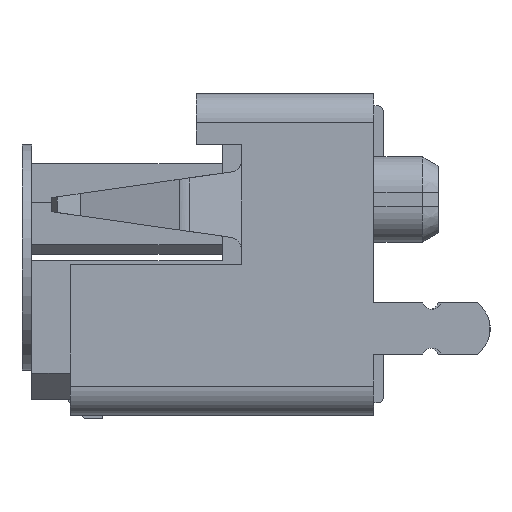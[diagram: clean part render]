
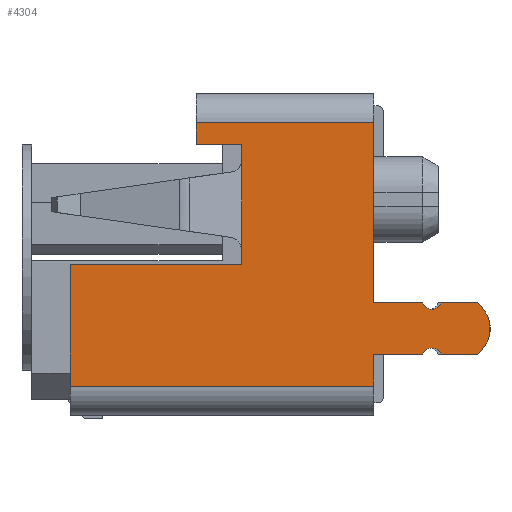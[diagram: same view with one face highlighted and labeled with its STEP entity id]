
A CAD part, left-side view. The second image highlights one B-rep face of the part: STEP entity #4304.
In plain terms, the highlighted planar face has unit normal (-1, 0, 0).
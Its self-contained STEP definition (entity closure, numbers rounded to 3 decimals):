
#4304 = ADVANCED_FACE( '', ( #8869 ), #8870, .F. );
#8869 = FACE_OUTER_BOUND( '', #13714, .T. );
#8870 = PLANE( '', #13715 );
#13714 = EDGE_LOOP( '', ( #27442, #27443, #27444, #27445, #27446, #27447, #27448, #27449, #27450, #27451, #27452, #27453, #27454, #27455, #27456, #27457, #27458, #27459 ) );
#13715 = AXIS2_PLACEMENT_3D( '', #27460, #27461, #27462 );
#27442 = ORIENTED_EDGE( '', *, *, #34738, .F. );
#27443 = ORIENTED_EDGE( '', *, *, #36001, .T. );
#27444 = ORIENTED_EDGE( '', *, *, #36467, .T. );
#27445 = ORIENTED_EDGE( '', *, *, #31699, .T. );
#27446 = ORIENTED_EDGE( '', *, *, #34445, .T. );
#27447 = ORIENTED_EDGE( '', *, *, #31716, .T. );
#27448 = ORIENTED_EDGE( '', *, *, #36259, .F. );
#27449 = ORIENTED_EDGE( '', *, *, #34606, .T. );
#27450 = ORIENTED_EDGE( '', *, *, #36468, .T. );
#27451 = ORIENTED_EDGE( '', *, *, #35083, .F. );
#27452 = ORIENTED_EDGE( '', *, *, #34027, .T. );
#27453 = ORIENTED_EDGE( '', *, *, #35721, .F. );
#27454 = ORIENTED_EDGE( '', *, *, #31244, .F. );
#27455 = ORIENTED_EDGE( '', *, *, #35089, .F. );
#27456 = ORIENTED_EDGE( '', *, *, #35604, .T. );
#27457 = ORIENTED_EDGE( '', *, *, #34863, .F. );
#27458 = ORIENTED_EDGE( '', *, *, #36469, .T. );
#27459 = ORIENTED_EDGE( '', *, *, #33097, .F. );
#27460 = CARTESIAN_POINT( '', ( -7.575, 4.7, -2.04 ) );
#27461 = DIRECTION( '', ( 1., 0., 0. ) );
#27462 = DIRECTION( '', ( 0., 0., -1. ) );
#31244 = EDGE_CURVE( '', #38155, #38156, #38157, .T. );
#31699 = EDGE_CURVE( '', #38944, #38945, #38946, .T. );
#31716 = EDGE_CURVE( '', #38975, #38973, #38976, .T. );
#33097 = EDGE_CURVE( '', #41235, #41237, #41238, .T. );
#34027 = EDGE_CURVE( '', #42686, #42687, #42688, .T. );
#34445 = EDGE_CURVE( '', #38945, #38975, #43293, .T. );
#34606 = EDGE_CURVE( '', #43521, #43519, #43522, .T. );
#34738 = EDGE_CURVE( '', #43704, #41235, #43706, .T. );
#34863 = EDGE_CURVE( '', #43880, #43881, #43882, .T. );
#35083 = EDGE_CURVE( '', #42686, #44174, #44175, .T. );
#35089 = EDGE_CURVE( '', #44182, #38155, #44183, .T. );
#35604 = EDGE_CURVE( '', #44182, #43881, #44869, .T. );
#35721 = EDGE_CURVE( '', #38156, #42687, #45014, .T. );
#36001 = EDGE_CURVE( '', #43704, #45377, #45379, .T. );
#36259 = EDGE_CURVE( '', #43521, #38973, #45678, .T. );
#36467 = EDGE_CURVE( '', #45377, #38944, #45904, .T. );
#36468 = EDGE_CURVE( '', #43519, #44174, #45905, .T. );
#36469 = EDGE_CURVE( '', #43880, #41237, #45906, .T. );
#38155 = VERTEX_POINT( '', #48122 );
#38156 = VERTEX_POINT( '', #48123 );
#38157 = CIRCLE( '', #48124, 0.5 );
#38944 = VERTEX_POINT( '', #49239 );
#38945 = VERTEX_POINT( '', #49240 );
#38946 = LINE( '', #49241, #49242 );
#38973 = VERTEX_POINT( '', #49277 );
#38975 = VERTEX_POINT( '', #49280 );
#38976 = LINE( '', #49281, #49282 );
#41235 = VERTEX_POINT( '', #52549 );
#41237 = VERTEX_POINT( '', #52551 );
#41238 = LINE( '', #52552, #52553 );
#42686 = VERTEX_POINT( '', #54635 );
#42687 = VERTEX_POINT( '', #54636 );
#42688 = CIRCLE( '', #54637, 0.163 );
#43293 = LINE( '', #55525, #55526 );
#43519 = VERTEX_POINT( '', #55853 );
#43521 = VERTEX_POINT( '', #55855 );
#43522 = LINE( '', #55856, #55857 );
#43704 = VERTEX_POINT( '', #56117 );
#43706 = LINE( '', #56120, #56121 );
#43880 = VERTEX_POINT( '', #56371 );
#43881 = VERTEX_POINT( '', #56372 );
#43882 = LINE( '', #56373, #56374 );
#44174 = VERTEX_POINT( '', #56798 );
#44175 = LINE( '', #56799, #56800 );
#44182 = VERTEX_POINT( '', #56810 );
#44183 = LINE( '', #56811, #56812 );
#44869 = CIRCLE( '', #57801, 0.163 );
#45014 = LINE( '', #58010, #58011 );
#45377 = VERTEX_POINT( '', #58585 );
#45379 = LINE( '', #58588, #58589 );
#45678 = LINE( '', #59014, #59015 );
#45904 = LINE( '', #59332, #59333 );
#45905 = LINE( '', #59334, #59335 );
#45906 = LINE( '', #59336, #59337 );
#48122 = CARTESIAN_POINT( '', ( -7.575, -1.6, -0.75 ) );
#48123 = CARTESIAN_POINT( '', ( -7.575, -1.6, -1.55 ) );
#48124 = AXIS2_PLACEMENT_3D( '', #60731, #60732, #60733 );
#49239 = CARTESIAN_POINT( '', ( -7.575, 2.05, 1.447 ) );
#49240 = CARTESIAN_POINT( '', ( -7.575, 2.05, 0.067 ) );
#49241 = CARTESIAN_POINT( '', ( -7.575, 2.05, 1.45 ) );
#49242 = VECTOR( '', #61176, 1000. );
#49277 = CARTESIAN_POINT( '', ( -7.575, 4.7, -0.16 ) );
#49280 = CARTESIAN_POINT( '', ( -7.575, 2.05, -0.16 ) );
#49281 = CARTESIAN_POINT( '', ( -7.575, 2.05, -0.16 ) );
#49282 = VECTOR( '', #61198, 1000. );
#52549 = CARTESIAN_POINT( '', ( -7.575, 2.75, 2.04 ) );
#52551 = CARTESIAN_POINT( '', ( -7.575, 0., 2.04 ) );
#52552 = CARTESIAN_POINT( '', ( -7.575, 4.7, 2.04 ) );
#52553 = VECTOR( '', #62651, 1000. );
#54635 = CARTESIAN_POINT( '', ( -7.575, -0.75, -1.55 ) );
#54636 = CARTESIAN_POINT( '', ( -7.575, -1.05, -1.55 ) );
#54637 = AXIS2_PLACEMENT_3D( '', #63637, #63638, #63639 );
#55525 = CARTESIAN_POINT( '', ( -7.575, 2.05, 1.7 ) );
#55526 = VECTOR( '', #64052, 1000. );
#55853 = CARTESIAN_POINT( '', ( -7.575, 0., -2.04 ) );
#55855 = CARTESIAN_POINT( '', ( -7.575, 4.7, -2.04 ) );
#55856 = CARTESIAN_POINT( '', ( -7.575, 4.7, -2.04 ) );
#55857 = VECTOR( '', #64217, 1000. );
#56117 = CARTESIAN_POINT( '', ( -7.575, 2.75, 1.7 ) );
#56120 = CARTESIAN_POINT( '', ( -7.575, 2.75, -2.04 ) );
#56121 = VECTOR( '', #64345, 1000. );
#56371 = CARTESIAN_POINT( '', ( -7.575, 0., -0.75 ) );
#56372 = CARTESIAN_POINT( '', ( -7.575, -0.75, -0.75 ) );
#56373 = CARTESIAN_POINT( '', ( -7.575, 0., -0.75 ) );
#56374 = VECTOR( '', #64467, 1000. );
#56798 = CARTESIAN_POINT( '', ( -7.575, 0., -1.55 ) );
#56799 = CARTESIAN_POINT( '', ( -7.575, -0.75, -1.55 ) );
#56800 = VECTOR( '', #64669, 1000. );
#56810 = CARTESIAN_POINT( '', ( -7.575, -1.05, -0.75 ) );
#56811 = CARTESIAN_POINT( '', ( -7.575, -1.05, -0.75 ) );
#56812 = VECTOR( '', #64673, 1000. );
#57801 = AXIS2_PLACEMENT_3D( '', #65151, #65152, #65153 );
#58010 = CARTESIAN_POINT( '', ( -7.575, -1.6, -1.55 ) );
#58011 = VECTOR( '', #65263, 1000. );
#58585 = CARTESIAN_POINT( '', ( -7.575, 2.05, 1.7 ) );
#58588 = CARTESIAN_POINT( '', ( -7.575, 2.75, 1.7 ) );
#58589 = VECTOR( '', #65512, 1000. );
#59014 = CARTESIAN_POINT( '', ( -7.575, 4.7, -2.04 ) );
#59015 = VECTOR( '', #65705, 1000. );
#59332 = CARTESIAN_POINT( '', ( -7.575, 2.05, 1.7 ) );
#59333 = VECTOR( '', #65848, 1000. );
#59334 = CARTESIAN_POINT( '', ( -7.575, 0., -2.04 ) );
#59335 = VECTOR( '', #65849, 1000. );
#59336 = CARTESIAN_POINT( '', ( -7.575, 0., -2.04 ) );
#59337 = VECTOR( '', #65850, 1000. );
#60731 = CARTESIAN_POINT( '', ( -7.575, -1.3, -1.15 ) );
#60732 = DIRECTION( '', ( 1., 0., 0. ) );
#60733 = DIRECTION( '', ( 0., 0., -1. ) );
#61176 = DIRECTION( '', ( 0., 0., -1. ) );
#61198 = DIRECTION( '', ( 0., 1., 0. ) );
#62651 = DIRECTION( '', ( 0., -1., 0. ) );
#63637 = CARTESIAN_POINT( '', ( -7.575, -0.9, -1.613 ) );
#63638 = DIRECTION( '', ( 1., 0., 0. ) );
#63639 = DIRECTION( '', ( 0., 0., -1. ) );
#64052 = DIRECTION( '', ( 0., 0., -1. ) );
#64217 = DIRECTION( '', ( 0., -1., 0. ) );
#64345 = DIRECTION( '', ( 0., 0., 1. ) );
#64467 = DIRECTION( '', ( 0., -1., 0. ) );
#64669 = DIRECTION( '', ( 0., 1., 0. ) );
#64673 = DIRECTION( '', ( 0., -1., 0. ) );
#65151 = CARTESIAN_POINT( '', ( -7.575, -0.9, -0.688 ) );
#65152 = DIRECTION( '', ( 1., 0., 0. ) );
#65153 = DIRECTION( '', ( 0., 0., -1. ) );
#65263 = DIRECTION( '', ( 0., 1., 0. ) );
#65512 = DIRECTION( '', ( 0., -1., 0. ) );
#65705 = DIRECTION( '', ( 0., 0., 1. ) );
#65848 = DIRECTION( '', ( 0., 0., -1. ) );
#65849 = DIRECTION( '', ( 0., 0., 1. ) );
#65850 = DIRECTION( '', ( 0., 0., 1. ) );
